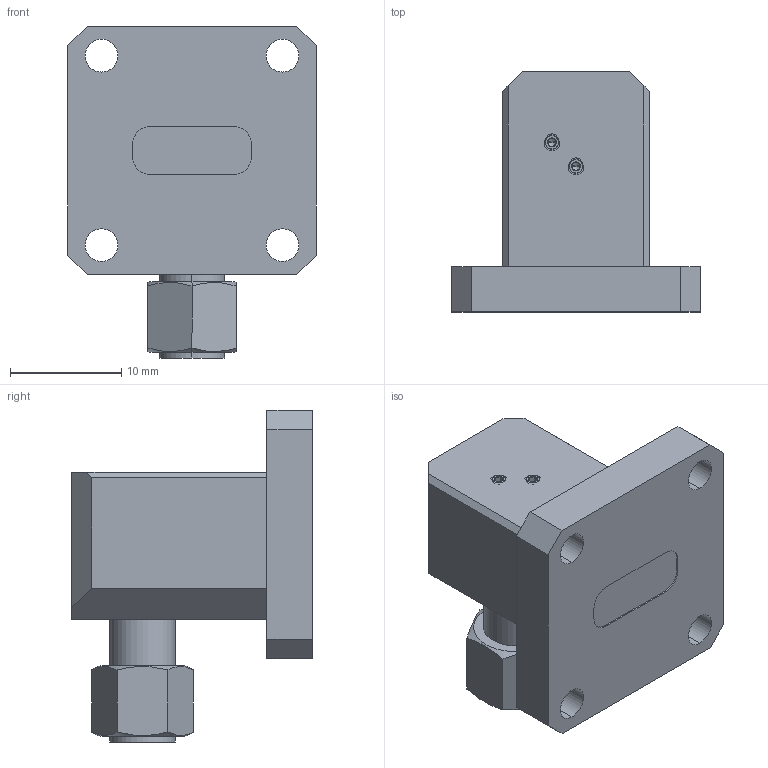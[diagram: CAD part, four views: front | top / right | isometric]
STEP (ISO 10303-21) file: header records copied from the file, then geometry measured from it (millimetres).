
FILE_DESCRIPTION (( 'STEP AP203' ), '1' );
FILE_NAME ('SWC-422M-R1.STEP', '2018-11-10T00:46:49', ( '' ), ( '' ), 'SwSTEP 2.0', 'SolidWorks 2016', '' );
FILE_SCHEMA (( 'CONFIG_CONTROL_DESIGN' ));
Length unit declared in the file: inch
Products named in the file (1): SWC-422M-R1
Bounding box: 22.35 x 21.59 x 29.82 mm (x, y, z)
Volume: 5134.7 mm3; surface area: 3035.5 mm2
Topology: 5 solids, 5 shells, 384 faces, 927 edges, 555 vertices
Faces by surface type: cone 163, cylinder 139, plane 82
Entity records: 12193 total; most frequent: CARTESIAN_POINT 3640, ORIENTED_EDGE 1830, DIRECTION 1646, EDGE_CURVE 915, AXIS2_PLACEMENT_3D 629, VERTEX_POINT 555, EDGE_LOOP 408, VECTOR 388
